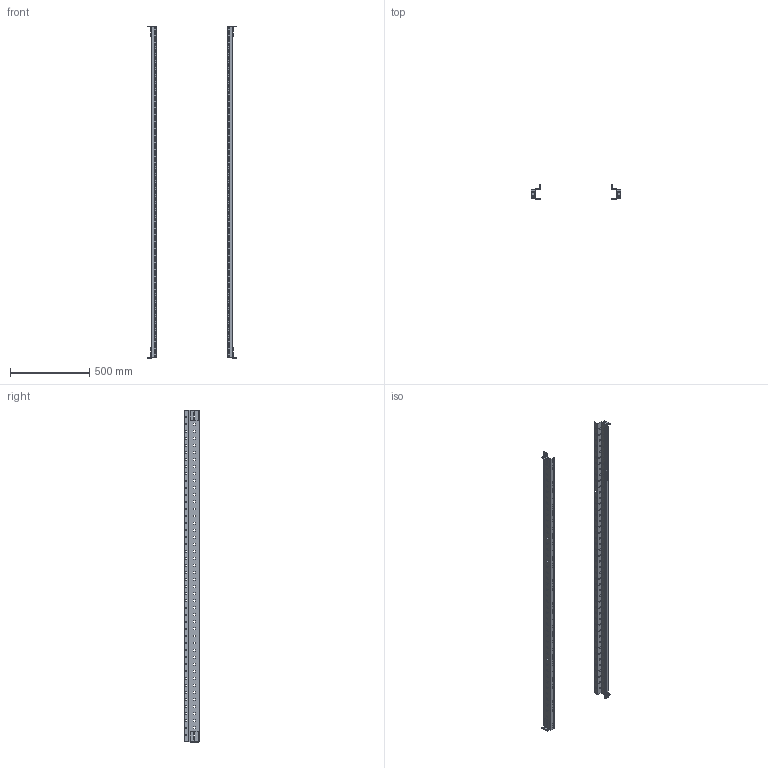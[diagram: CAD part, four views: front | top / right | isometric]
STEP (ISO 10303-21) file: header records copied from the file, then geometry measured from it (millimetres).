
FILE_DESCRIPTION (( 'STEP AP214' ), '1' );
FILE_NAME ('STR220K.STEP', '2025-05-14T20:01:39', ( '' ), ( '' ), 'SwSTEP 2.0', 'SolidWorks 2024', '' );
FILE_SCHEMA (( 'AUTOMOTIVE_DESIGN' ));
Length unit declared in the file: inch
Products named in the file (1): STR220K
Bounding box: 562 x 94 x 2091 mm (x, y, z)
Volume: 1478480.5 mm3; surface area: 1262754.1 mm2
Topology: 6 solids, 6 shells, 2336 faces, 6972 edges, 4648 vertices
Faces by surface type: plane 2312, cylinder 24
Entity records: 79226 total; most frequent: CARTESIAN_POINT 13957, ORIENTED_EDGE 13944, DIRECTION 11694, EDGE_CURVE 6972, VECTOR 6924, LINE 6924, VERTEX_POINT 4648, EDGE_LOOP 3476
